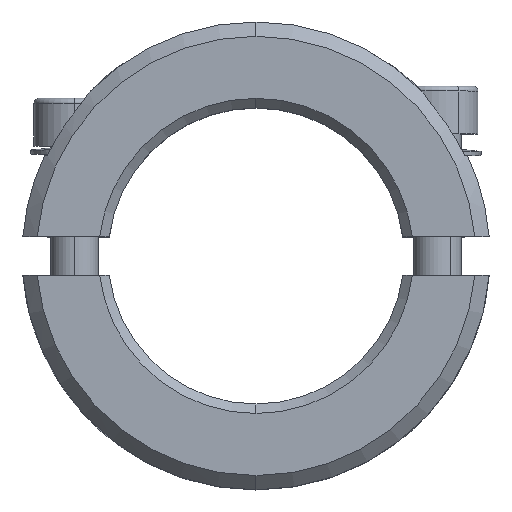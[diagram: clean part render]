
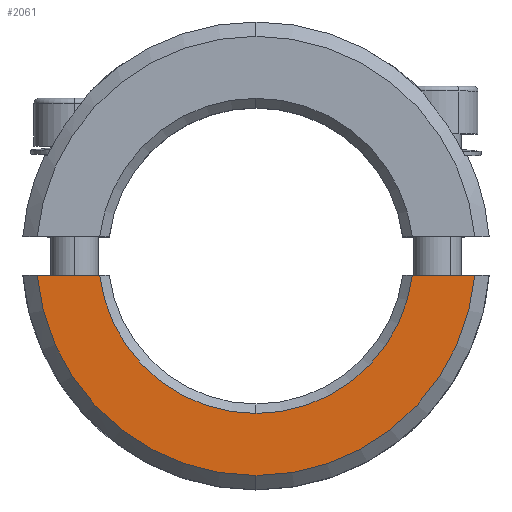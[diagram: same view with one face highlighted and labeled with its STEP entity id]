
A CAD part, top view. The second image highlights one B-rep face of the part: STEP entity #2061.
In plain terms, the highlighted planar face has unit normal (0, 0, 1).
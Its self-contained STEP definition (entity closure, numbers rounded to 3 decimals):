
#783=EDGE_CURVE('NONE',#1755,#1337,#2180,.T.);
#859=EDGE_CURVE('NONE',#1337,#1363,#2269,.T.);
#1137=EDGE_CURVE('NONE',#1291,#1805,#2579,.T.);
#1239=EDGE_CURVE('NONE',#1805,#2029,#2688,.T.);
#1291=VERTEX_POINT('NONE',#2745);
#1337=VERTEX_POINT('',#2797);
#1363=VERTEX_POINT('NONE',#2826);
#1593=EDGE_CURVE('NONE',#1363,#2029,#3079,.T.);
#1755=VERTEX_POINT('NONE',#3255);
#1805=VERTEX_POINT('NONE',#3310);
#1921=EDGE_CURVE('NONE',#1291,#1755,#3441,.T.);
#2029=VERTEX_POINT('NONE',#3561);
#2061=ADVANCED_FACE('NONE',(#3596),#3597,.F.);
#2180=CIRCLE('',#3735,23.0);
#2269=CIRCLE('',#3855,23.0);
#2579=CIRCLE('',#4316,16.5);
#2688=CIRCLE('',#4529,16.5);
#2745=CARTESIAN_POINT('',(-16.378,-2.0,0.));
#2797=CARTESIAN_POINT('',(0.,-23.0,0.));
#2826=CARTESIAN_POINT('',(22.913,-2.0,0.));
#3079=LINE('',#5128,#5129);
#3255=CARTESIAN_POINT('',(-22.913,-2.0,0.));
#3310=CARTESIAN_POINT('',(0.,-16.5,0.));
#3441=LINE('',#5708,#5709);
#3561=CARTESIAN_POINT('',(16.378,-2.0,0.));
#3596=FACE_OUTER_BOUND('',#5926,.T.);
#3597=PLANE('',#5927);
#3735=AXIS2_PLACEMENT_3D('',#6043,#6044,#6045);
#3855=AXIS2_PLACEMENT_3D('',#6187,#6188,#6189);
#4316=AXIS2_PLACEMENT_3D('',#6570,#6571,#6572);
#4529=AXIS2_PLACEMENT_3D('',#6675,#6676,#6677);
#5128=CARTESIAN_POINT('',(16.5,-2.0,0.));
#5129=VECTOR('',#7130,1000.0);
#5708=CARTESIAN_POINT('',(16.5,-2.0,0.));
#5709=VECTOR('',#7540,1000.0);
#5926=EDGE_LOOP('',(#7717,#7718,#7719,#7720,#7721,#7722));
#5927=AXIS2_PLACEMENT_3D('',#7723,#7724,#7725);
#6043=CARTESIAN_POINT('',(0.0,0.0,0.0));
#6044=DIRECTION('',(0.,0.,1.0));
#6045=DIRECTION('',(0.,-1.0,0.));
#6187=CARTESIAN_POINT('',(0.0,0.0,0.0));
#6188=DIRECTION('',(0.,0.,1.0));
#6189=DIRECTION('',(0.,-1.0,0.));
#6570=CARTESIAN_POINT('',(0.0,0.0,0.0));
#6571=DIRECTION('',(0.,0.,1.0));
#6572=DIRECTION('',(0.,-1.0,0.));
#6675=CARTESIAN_POINT('',(0.0,0.0,0.0));
#6676=DIRECTION('',(0.,0.,1.0));
#6677=DIRECTION('',(0.,-1.0,0.));
#7130=DIRECTION('',(-1.0,0.,0.));
#7540=DIRECTION('',(-1.0,0.,0.));
#7717=ORIENTED_EDGE('',*,*,#783,.T.);
#7718=ORIENTED_EDGE('',*,*,#859,.T.);
#7719=ORIENTED_EDGE('',*,*,#1593,.T.);
#7720=ORIENTED_EDGE('',*,*,#1239,.F.);
#7721=ORIENTED_EDGE('',*,*,#1137,.F.);
#7722=ORIENTED_EDGE('',*,*,#1921,.T.);
#7723=CARTESIAN_POINT('',(16.5,0.,0.));
#7724=DIRECTION('',(0.,0.,-1.0));
#7725=DIRECTION('',(0.,1.0,0.));
